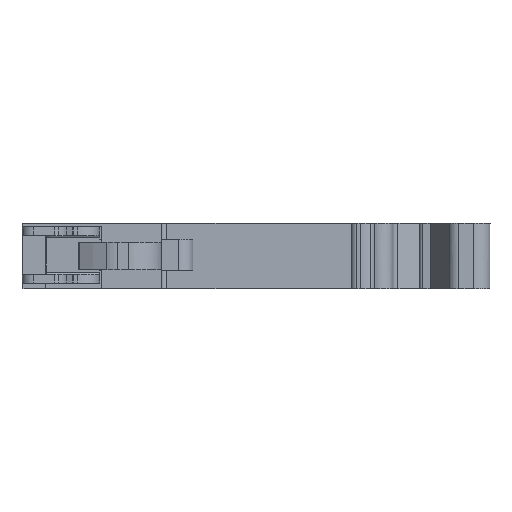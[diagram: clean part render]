
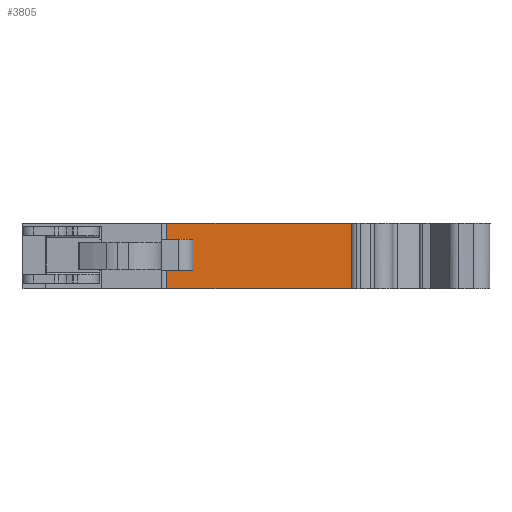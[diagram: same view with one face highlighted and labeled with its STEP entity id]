
A CAD part, front view. The second image highlights one B-rep face of the part: STEP entity #3805.
In plain terms, the highlighted planar face has unit normal (0, -1, 0).
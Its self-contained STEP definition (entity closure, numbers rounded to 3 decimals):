
#290 = EDGE_LOOP ( 'NONE', ( #562, #536, #564, #544 ) ) ;
#293 = EDGE_LOOP ( 'NONE', ( #568, #529, #551, #533 ) ) ;
#529 = ORIENTED_EDGE ( 'NONE', *, *, #4327, .T. ) ;
#533 = ORIENTED_EDGE ( 'NONE', *, *, #4352, .F. ) ;
#536 = ORIENTED_EDGE ( 'NONE', *, *, #4247, .T. ) ;
#544 = ORIENTED_EDGE ( 'NONE', *, *, #4331, .T. ) ;
#551 = ORIENTED_EDGE ( 'NONE', *, *, #4313, .T. ) ;
#562 = ORIENTED_EDGE ( 'NONE', *, *, #4326, .F. ) ;
#564 = ORIENTED_EDGE ( 'NONE', *, *, #4171, .F. ) ;
#568 = ORIENTED_EDGE ( 'NONE', *, *, #4245, .T. ) ;
#1093 = VERTEX_POINT ( 'NONE', #8262 ) ;
#1178 = VERTEX_POINT ( 'NONE', #7699 ) ;
#1179 = VERTEX_POINT ( 'NONE', #7727 ) ;
#1214 = VERTEX_POINT ( 'NONE', #9705 ) ;
#1216 = VERTEX_POINT ( 'NONE', #9668 ) ;
#1226 = VERTEX_POINT ( 'NONE', #9683 ) ;
#1228 = VERTEX_POINT ( 'NONE', #9657 ) ;
#1246 = VERTEX_POINT ( 'NONE', #9660 ) ;
#1528 = AXIS2_PLACEMENT_3D ( 'NONE', #4506, #4496, #4462 ) ;
#1825 = VECTOR ( 'NONE', #9059, 1000. ) ;
#1862 = VECTOR ( 'NONE', #9432, 1000. ) ;
#1890 = VECTOR ( 'NONE', #9435, 1000. ) ;
#1921 = VECTOR ( 'NONE', #2881, 1000. ) ;
#1947 = VECTOR ( 'NONE', #2660, 1000. ) ;
#1950 = VECTOR ( 'NONE', #2808, 1000. ) ;
#1968 = VECTOR ( 'NONE', #2732, 1000. ) ;
#2660 = DIRECTION ( 'NONE',  ( 0., 0., 1. ) ) ;
#2684 = CARTESIAN_POINT ( 'NONE',  ( 1696.009, 337.699, -62.073 ) ) ;
#2688 = LINE ( 'NONE', #2684, #1947 ) ;
#2717 = CARTESIAN_POINT ( 'NONE',  ( 1690.409, 337.699, -3.05 ) ) ;
#2718 = CARTESIAN_POINT ( 'NONE',  ( 1696.009, 337.699, -3.05 ) ) ;
#2727 = CARTESIAN_POINT ( 'NONE',  ( 1684.809, 337.699, -3.05 ) ) ;
#2728 = CARTESIAN_POINT ( 'NONE',  ( 1682.085, 337.699, 1.399 ) ) ;
#2732 = DIRECTION ( 'NONE',  ( -1., 0., 0. ) ) ;
#2735 = LINE ( 'NONE', #2763, #1950 ) ;
#2745 = CARTESIAN_POINT ( 'NONE',  ( 1679.209, 337.699, -3.05 ) ) ;
#2755 = LINE ( 'NONE', #2728, #1968 ) ;
#2763 = CARTESIAN_POINT ( 'NONE',  ( 1680.749, 337.699, -62.073 ) ) ;
#2808 = DIRECTION ( 'NONE',  ( 0., 0., 1. ) ) ;
#2870 = CARTESIAN_POINT ( 'NONE',  ( 1701.754, 337.699, 2.85 ) ) ;
#2881 = DIRECTION ( 'NONE',  ( 1., 0., 0. ) ) ;
#2904 = LINE ( 'NONE', #2870, #1921 ) ;
#3805 = ADVANCED_FACE ( 'NONE', ( #4487, #4494 ), #4504, .T. ) ;
#4171 = EDGE_CURVE ( 'NONE', #1093, #1178, #9025, .T. ) ;
#4245 = EDGE_CURVE ( 'NONE', #1214, #1228, #9419, .T. ) ;
#4247 = EDGE_CURVE ( 'NONE', #1179, #1178, #9433, .T. ) ;
#4313 = EDGE_CURVE ( 'NONE', #1226, #1216, #2688, .T. ) ;
#4326 = EDGE_CURVE ( 'NONE', #1179, #1246, #2755, .T. ) ;
#4327 = EDGE_CURVE ( 'NONE', #1228, #1226, #6503, .T. ) ;
#4331 = EDGE_CURVE ( 'NONE', #1093, #1246, #2735, .T. ) ;
#4352 = EDGE_CURVE ( 'NONE', #1214, #1216, #2904, .T. ) ;
#4462 = DIRECTION ( 'NONE',  ( 1., 0., 0. ) ) ;
#4487 = FACE_OUTER_BOUND ( 'NONE', #293, .T. ) ;
#4494 = FACE_BOUND ( 'NONE', #290, .T. ) ;
#4496 = DIRECTION ( 'NONE',  ( 0., -1., 0. ) ) ;
#4504 = PLANE ( 'NONE',  #1528 ) ;
#4506 = CARTESIAN_POINT ( 'NONE',  ( 1679.209, 337.699, -62.073 ) ) ;
#6503 = B_SPLINE_CURVE_WITH_KNOTS ( 'NONE', 3,
 ( #2745, #2727, #2717, #2718 ),
 .UNSPECIFIED., .F., .F.,
 ( 4, 4 ),
 ( 0., 1. ),
 .UNSPECIFIED. ) ;
#7699 = CARTESIAN_POINT ( 'NONE',  ( 1681.549, 337.699, -1.401 ) ) ;
#7727 = CARTESIAN_POINT ( 'NONE',  ( 1681.549, 337.699, 1.399 ) ) ;
#8262 = CARTESIAN_POINT ( 'NONE',  ( 1680.749, 337.699, -1.401 ) ) ;
#9025 = LINE ( 'NONE', #9062, #1825 ) ;
#9059 = DIRECTION ( 'NONE',  ( 1., 0., 0. ) ) ;
#9062 = CARTESIAN_POINT ( 'NONE',  ( 1680.249, 337.699, -1.401 ) ) ;
#9395 = CARTESIAN_POINT ( 'NONE',  ( 1681.549, 337.699, -62.073 ) ) ;
#9416 = CARTESIAN_POINT ( 'NONE',  ( 1679.209, 337.699, -62.073 ) ) ;
#9419 = LINE ( 'NONE', #9416, #1862 ) ;
#9432 = DIRECTION ( 'NONE',  ( 0., 0., -1. ) ) ;
#9433 = LINE ( 'NONE', #9395, #1890 ) ;
#9435 = DIRECTION ( 'NONE',  ( 0., 0., -1. ) ) ;
#9657 = CARTESIAN_POINT ( 'NONE',  ( 1679.209, 337.699, -3.05 ) ) ;
#9660 = CARTESIAN_POINT ( 'NONE',  ( 1680.749, 337.699, 1.399 ) ) ;
#9668 = CARTESIAN_POINT ( 'NONE',  ( 1696.009, 337.699, 2.85 ) ) ;
#9683 = CARTESIAN_POINT ( 'NONE',  ( 1696.009, 337.699, -3.05 ) ) ;
#9705 = CARTESIAN_POINT ( 'NONE',  ( 1679.209, 337.699, 2.85 ) ) ;
